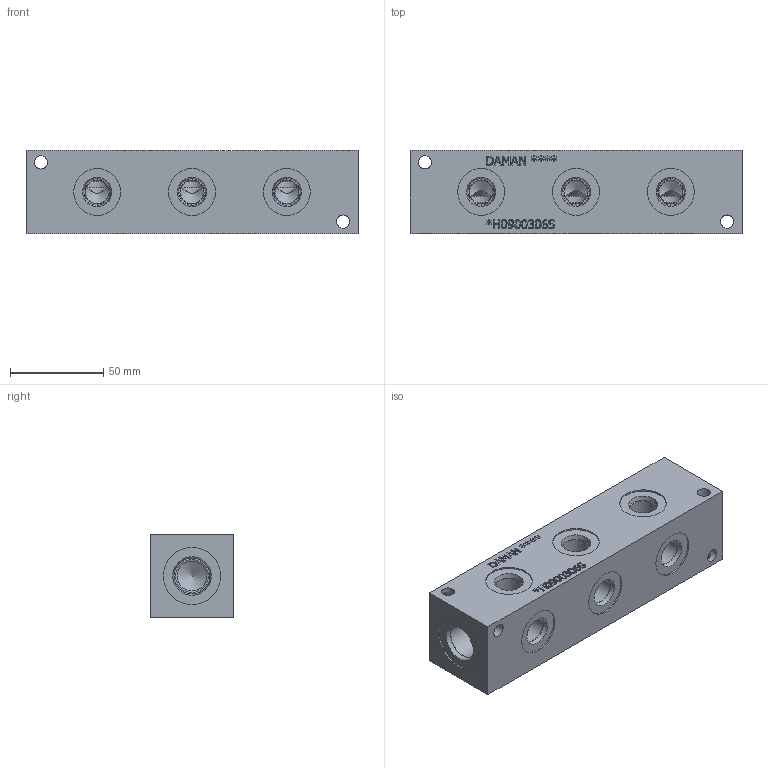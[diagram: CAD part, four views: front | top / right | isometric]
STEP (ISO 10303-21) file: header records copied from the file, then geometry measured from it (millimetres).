
FILE_DESCRIPTION(/* description */ (''),/* implementation_level */ '2;1');
FILE_NAME(/* name */ '_H0900306S.stp',/* time_stamp */ '2022-06-01T16:44:16-04:00',/* author */ ('bobbyh'),/* organization */ (''),/* preprocessor_version */ 'ST-DEVELOPER v18',/* originating_system */ 'Autodesk Inventor 2020',/* authorisation */ '');
FILE_SCHEMA (('AUTOMOTIVE_DESIGN { 1 0 10303 214 3 1 1 }'));
Length unit declared in the file: millimetre
Products named in the file (1): Part_+H0900306S_3D
Bounding box: 177.8 x 44.45 x 44.45 mm (x, y, z)
Volume: 311241.8 mm3; surface area: 46202.9 mm2
Topology: 1 solids, 1 shells, 428 faces, 1162 edges, 776 vertices
Faces by surface type: plane 219, bspline 129, cylinder 48, cone 32
Full cylindrical faces by diameter (mm): 7.137 x8, 12.9 x1, 12.903 x5, 14.275 x6, 14.529 x6, 15.875 x2, 17.501 x2, 19.05 x2, 19.253 x2, 25.019 x6, 30.632 x2
Entity records: 14599 total; most frequent: CARTESIAN_POINT 4138, ORIENTED_EDGE 2320, DIRECTION 1662, EDGE_CURVE 1160, VERTEX_POINT 776, LINE 710, VECTOR 710, EDGE_LOOP 488
